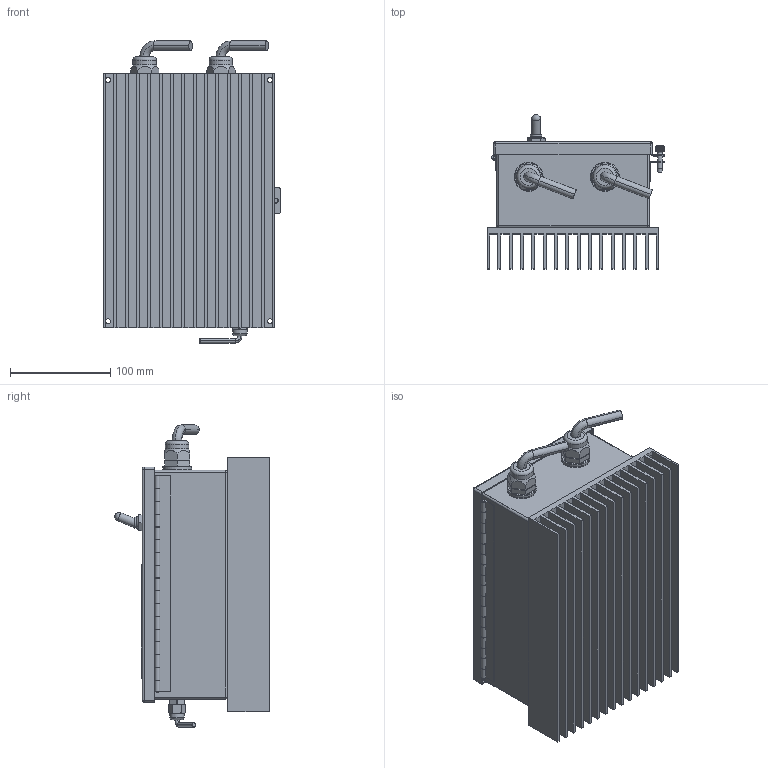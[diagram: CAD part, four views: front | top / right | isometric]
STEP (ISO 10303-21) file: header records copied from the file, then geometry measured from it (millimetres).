
FILE_DESCRIPTION (( 'STEP AP214' ), '1' );
FILE_NAME ('pn 121-000-0780_model VF-9CE_with accel.STEP', '2026-02-27T15:28:32', ( '' ), ( '' ), 'SwSTEP 2.0', 'SolidWorks 2022', '' );
FILE_SCHEMA (( 'AUTOMOTIVE_DESIGN' ));
Length unit declared in the file: inch
Products named in the file (12): pn 121-000-0780_model VF-9CE_with accel; THUMB SCREW_DEFAULT; 104-000-0108; CORD GRIP .375_DEFAULT; 112-000-0342-3D_DEFAULT; ACCELLEROMETER CABLE_DEFAULT; 6X9X3.31-ENCLOSURE_DEFAULT; EXCELLEROMETER FITTING SIM TO 112-0236_DEFAULT; TOGGLE SWITCH_DEFAULT; CORD-SHORTR RAD_DEFAULT; KNOCKOUT .555_DEFAULT; 112-000-0345-3D_DEFAULT
Assembly tree (13 placements, depth 2):
  pn 121-000-0780_model VF-9CE_with accel
    112-000-0342-3D_DEFAULT
    6X9X3.31-ENCLOSURE_DEFAULT
    112-000-0345-3D_DEFAULT
    104-000-0108
    THUMB SCREW_DEFAULT
    TOGGLE SWITCH_DEFAULT
    KNOCKOUT .555_DEFAULT
    EXCELLEROMETER FITTING SIM TO 112-0236_DEFAULT
    ACCELLEROMETER CABLE_DEFAULT
    CORD GRIP .375_DEFAULT  x2
    CORD-SHORTR RAD_DEFAULT  x2
Bounding box: 177.29 x 154.27 x 301.96 mm (x, y, z)
Volume: 915513.4 mm3; surface area: 711661.4 mm2
Topology: 13 solids, 13 shells, 1971 faces, 5251 edges, 3455 vertices
Faces by surface type: plane 1212, bspline 419, cylinder 295, torus 22, sphere 17, cone 6
Full cylindrical faces by diameter (mm): 0.859 x1, 2.381 x18, 3.002 x1, 3.554 x1, 3.797 x1, 4.216 x1, 4.762 x1, 4.763 x1, 5.055 x4, 7.244 x1, 8.636 x1, 8.89 x1, 9.525 x2, 11.43 x1, 14.097 x1, 14.478 x1, 22.323 x4, 23.419 x2, 28.651 x2, 28.905 x2
Entity records: 82525 total; most frequent: CARTESIAN_POINT 35726, ORIENTED_EDGE 10124, DIRECTION 7696, EDGE_CURVE 5062, VECTOR 3470, LINE 3470, VERTEX_POINT 3372, EDGE_LOOP 2190
